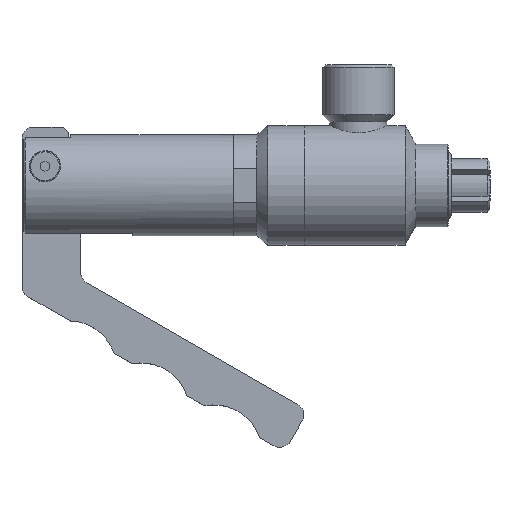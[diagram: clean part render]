
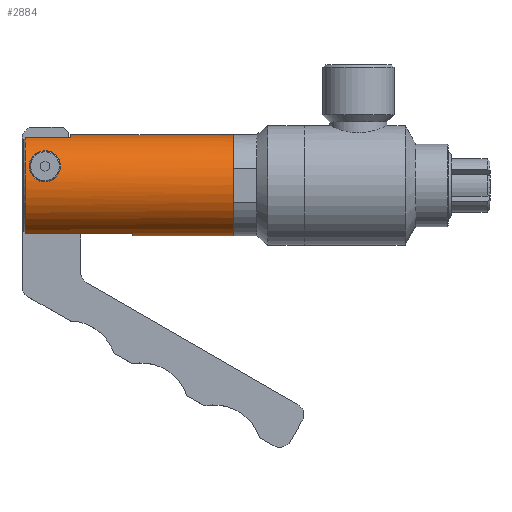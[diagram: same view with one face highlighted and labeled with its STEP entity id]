
A CAD part, top view. The second image highlights one B-rep face of the part: STEP entity #2884.
In plain terms, the highlighted cylindrical face has radius 13.462 mm (diameter 26.924 mm), a full revolution.
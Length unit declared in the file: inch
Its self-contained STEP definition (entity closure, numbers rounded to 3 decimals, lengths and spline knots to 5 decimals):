
#54=B_SPLINE_CURVE_WITH_KNOTS($,3,(#4212,#4213,#4214,#4215,#4216,#4217,
#4218,#4219,#4220,#4221,#4222,#4223,#4224,#4225,#4226,#4227,#4228,#4229,
#4230,#4231,#4232,#4233,#4234,#4235,#4236,#4237,#4238,#4239,#4240,#4241,
#4242,#4243,#4244,#4245),.UNSPECIFIED.,.T.,.F.,(4,2,2,2,2,2,2,2,2,2,2,2,
2,2,2,2,4),(0.,0.15668,0.31335,0.47644,0.63953,
0.82205,1.00457,1.16495,1.32534,1.48572,
1.64611,1.82862,2.01114,2.17423,2.33732,
2.494,2.65068),.UNSPECIFIED.);
#55=B_SPLINE_CURVE_WITH_KNOTS($,3,(#4248,#4249,#4250,#4251,#4252,#4253,
#4254,#4255,#4256,#4257,#4258,#4259,#4260,#4261,#4262,#4263,#4264,#4265,
#4266,#4267,#4268,#4269,#4270,#4271,#4272,#4273,#4274,#4275,#4276,#4277,
#4278,#4279,#4280,#4281),.UNSPECIFIED.,.T.,.F.,(4,2,2,2,2,2,2,2,2,2,2,2,
2,2,2,2,4),(0.,0.0905,0.18099,0.27693,0.37288,
0.47505,0.57722,0.66858,0.75994,
0.8513,0.94266,1.04483,1.147,1.24294,
1.33888,1.42938,1.51987),.UNSPECIFIED.);
#306=LINE($,#5197,#516);
#307=LINE($,#5199,#517);
#308=LINE($,#5203,#518);
#309=LINE($,#5207,#519);
#516=VECTOR($,#3924,0.475);
#517=VECTOR($,#3925,0.475);
#518=VECTOR($,#3928,1.125);
#519=VECTOR($,#3931,1.125);
#665=FACE_BOUND($,#1030,.T.);
#666=FACE_BOUND($,#1031,.T.);
#667=FACE_BOUND($,#1032,.T.);
#668=FACE_BOUND($,#1033,.T.);
#1030=EDGE_LOOP($,(#2588));
#1031=EDGE_LOOP($,(#2589));
#1032=EDGE_LOOP($,(#2590));
#1033=EDGE_LOOP($,(#2591,#2592,#2593,#2594,#2595,#2596,#2597,#2598));
#1192=CIRCLE($,#3167,0.53);
#1193=CIRCLE($,#3169,0.53);
#1194=CIRCLE($,#3170,0.53);
#1195=CIRCLE($,#3171,0.53);
#1196=CIRCLE($,#3172,0.53);
#1274=VERTEX_POINT($,#4211);
#1275=VERTEX_POINT($,#4247);
#1463=VERTEX_POINT($,#5185);
#1464=VERTEX_POINT($,#5186);
#1467=VERTEX_POINT($,#5194);
#1468=VERTEX_POINT($,#5196);
#1469=VERTEX_POINT($,#5198);
#1470=VERTEX_POINT($,#5200);
#1471=VERTEX_POINT($,#5202);
#1472=VERTEX_POINT($,#5204);
#1473=VERTEX_POINT($,#5206);
#1581=EDGE_CURVE($,#1274,#1274,#54,.T.);
#1582=EDGE_CURVE($,#1275,#1275,#55,.T.);
#1856=EDGE_CURVE($,#1463,#1464,#1192,.T.);
#1860=EDGE_CURVE($,#1467,#1467,#1193,.T.);
#1861=EDGE_CURVE($,#1468,#1463,#306,.T.);
#1862=EDGE_CURVE($,#1464,#1469,#307,.T.);
#1863=EDGE_CURVE($,#1469,#1470,#1194,.T.);
#1864=EDGE_CURVE($,#1470,#1471,#308,.T.);
#1865=EDGE_CURVE($,#1471,#1472,#1195,.T.);
#1866=EDGE_CURVE($,#1472,#1473,#309,.T.);
#1867=EDGE_CURVE($,#1473,#1468,#1196,.T.);
#2588=ORIENTED_EDGE($,*,*,#1581,.T.);
#2589=ORIENTED_EDGE($,*,*,#1582,.T.);
#2590=ORIENTED_EDGE($,*,*,#1860,.F.);
#2591=ORIENTED_EDGE($,*,*,#1861,.T.);
#2592=ORIENTED_EDGE($,*,*,#1856,.T.);
#2593=ORIENTED_EDGE($,*,*,#1862,.T.);
#2594=ORIENTED_EDGE($,*,*,#1863,.T.);
#2595=ORIENTED_EDGE($,*,*,#1864,.T.);
#2596=ORIENTED_EDGE($,*,*,#1865,.T.);
#2597=ORIENTED_EDGE($,*,*,#1866,.T.);
#2598=ORIENTED_EDGE($,*,*,#1867,.T.);
#2732=CYLINDRICAL_SURFACE($,#3168,0.53);
#2884=ADVANCED_FACE($,(#665,#666,#667,#668),#2732,.T.);
#3167=AXIS2_PLACEMENT_3D($,#5187,#3915,#3916);
#3168=AXIS2_PLACEMENT_3D($,#5193,#3920,#3921);
#3169=AXIS2_PLACEMENT_3D($,#5195,#3922,#3923);
#3170=AXIS2_PLACEMENT_3D($,#5201,#3926,#3927);
#3171=AXIS2_PLACEMENT_3D($,#5205,#3929,#3930);
#3172=AXIS2_PLACEMENT_3D($,#5208,#3932,#3933);
#3915=DIRECTION('center_axis',(1.,0.,0.));
#3916=DIRECTION('ref_axis',(0.,1.,0.));
#3920=DIRECTION('center_axis',(1.,0.,0.));
#3921=DIRECTION('ref_axis',(0.,1.,0.));
#3922=DIRECTION('center_axis',(1.,0.,0.));
#3923=DIRECTION('ref_axis',(0.,1.,0.));
#3924=DIRECTION($,(1.,0.,0.));
#3925=DIRECTION($,(-1.,0.,0.));
#3926=DIRECTION('center_axis',(1.,0.,0.));
#3927=DIRECTION('ref_axis',(0.,1.,0.));
#3928=DIRECTION($,(1.,0.,0.));
#3929=DIRECTION('center_axis',(1.,0.,0.));
#3930=DIRECTION('ref_axis',(0.,1.,0.));
#3931=DIRECTION($,(-1.,0.,0.));
#3932=DIRECTION('center_axis',(1.,0.,0.));
#3933=DIRECTION('ref_axis',(0.,1.,0.));
#4211=CARTESIAN_POINT('',(0.22,0.036,0.52878));
#4212=CARTESIAN_POINT('Ctrl Pts',(0.22,0.036,0.52878));
#4213=CARTESIAN_POINT('Ctrl Pts',(0.19944,0.036,0.52878));
#4214=CARTESIAN_POINT('Ctrl Pts',(0.17751,0.04011,
0.52855));
#4215=CARTESIAN_POINT('Ctrl Pts',(0.1372,0.05677,
0.52702));
#4216=CARTESIAN_POINT('Ctrl Pts',(0.11882,0.06932,
0.52565));
#4217=CARTESIAN_POINT('Ctrl Pts',(0.08926,0.09873,
0.52094));
#4218=CARTESIAN_POINT('Ctrl Pts',(0.07646,0.11769,
0.5172));
#4219=CARTESIAN_POINT('Ctrl Pts',(0.05984,0.15843,
0.50621));
#4220=CARTESIAN_POINT('Ctrl Pts',(0.056,0.18018,
0.49889));
#4221=CARTESIAN_POINT('Ctrl Pts',(0.056,0.22218,
0.48178));
#4222=CARTESIAN_POINT('Ctrl Pts',(0.06071,0.24507,
0.47054));
#4223=CARTESIAN_POINT('Ctrl Pts',(0.07879,0.28639,
0.4466));
#4224=CARTESIAN_POINT('Ctrl Pts',(0.09211,0.30485,0.43394));
#4225=CARTESIAN_POINT('Ctrl Pts',(0.12121,0.33224,0.41325));
#4226=CARTESIAN_POINT('Ctrl Pts',(0.13847,0.34384,0.40347));
#4227=CARTESIAN_POINT('Ctrl Pts',(0.1773,0.35973,0.38937));
#4228=CARTESIAN_POINT('Ctrl Pts',(0.19895,0.364,0.38523));
#4229=CARTESIAN_POINT('Ctrl Pts',(0.24105,0.364,0.38523));
#4230=CARTESIAN_POINT('Ctrl Pts',(0.2627,0.35973,0.38937));
#4231=CARTESIAN_POINT('Ctrl Pts',(0.30153,0.34384,0.40347));
#4232=CARTESIAN_POINT('Ctrl Pts',(0.31879,0.33224,0.41325));
#4233=CARTESIAN_POINT('Ctrl Pts',(0.34789,0.30485,0.43394));
#4234=CARTESIAN_POINT('Ctrl Pts',(0.36121,0.28639,0.4466));
#4235=CARTESIAN_POINT('Ctrl Pts',(0.37929,0.24507,0.47054));
#4236=CARTESIAN_POINT('Ctrl Pts',(0.384,0.22218,0.48178));
#4237=CARTESIAN_POINT('Ctrl Pts',(0.384,0.18018,0.49889));
#4238=CARTESIAN_POINT('Ctrl Pts',(0.38016,0.15843,0.50621));
#4239=CARTESIAN_POINT('Ctrl Pts',(0.36354,0.11769,0.5172));
#4240=CARTESIAN_POINT('Ctrl Pts',(0.35074,0.09873,0.52094));
#4241=CARTESIAN_POINT('Ctrl Pts',(0.32118,0.06932,
0.52565));
#4242=CARTESIAN_POINT('Ctrl Pts',(0.3028,0.05677,
0.52702));
#4243=CARTESIAN_POINT('Ctrl Pts',(0.26249,0.04011,
0.52855));
#4244=CARTESIAN_POINT('Ctrl Pts',(0.24056,0.036,0.52878));
#4245=CARTESIAN_POINT('Ctrl Pts',(0.22,0.036,0.52878));
#4247=CARTESIAN_POINT('',(0.22,0.105,-0.51949));
#4248=CARTESIAN_POINT('Ctrl Pts',(0.22,0.105,-0.51949));
#4249=CARTESIAN_POINT('Ctrl Pts',(0.23188,0.105,-0.51949));
#4250=CARTESIAN_POINT('Ctrl Pts',(0.24453,0.10737,-0.51903));
#4251=CARTESIAN_POINT('Ctrl Pts',(0.26776,0.11692,-0.51697));
#4252=CARTESIAN_POINT('Ctrl Pts',(0.27833,0.12411,-0.51533));
#4253=CARTESIAN_POINT('Ctrl Pts',(0.29549,0.141,-0.51098));
#4254=CARTESIAN_POINT('Ctrl Pts',(0.30296,0.15198,-0.50789));
#4255=CARTESIAN_POINT('Ctrl Pts',(0.31272,0.17565,-0.5002));
#4256=CARTESIAN_POINT('Ctrl Pts',(0.315,0.18834,-0.49557));
#4257=CARTESIAN_POINT('Ctrl Pts',(0.315,0.21242,-0.48576));
#4258=CARTESIAN_POINT('Ctrl Pts',(0.31244,0.22547,-0.47984));
#4259=CARTESIAN_POINT('Ctrl Pts',(0.30222,0.24932,-0.46788));
#4260=CARTESIAN_POINT('Ctrl Pts',(0.29458,0.26015,-0.46187));
#4261=CARTESIAN_POINT('Ctrl Pts',(0.27755,0.27639,-0.45231));
#4262=CARTESIAN_POINT('Ctrl Pts',(0.26734,0.28328,-0.44798));
#4263=CARTESIAN_POINT('Ctrl Pts',(0.24456,0.29259,-0.44195));
#4264=CARTESIAN_POINT('Ctrl Pts',(0.23199,0.295,-0.44031));
#4265=CARTESIAN_POINT('Ctrl Pts',(0.20801,0.295,-0.44031));
#4266=CARTESIAN_POINT('Ctrl Pts',(0.19544,0.29259,-0.44195));
#4267=CARTESIAN_POINT('Ctrl Pts',(0.17266,0.28328,-0.44798));
#4268=CARTESIAN_POINT('Ctrl Pts',(0.16245,0.27639,-0.45231));
#4269=CARTESIAN_POINT('Ctrl Pts',(0.14542,0.26015,-0.46187));
#4270=CARTESIAN_POINT('Ctrl Pts',(0.13778,0.24932,-0.46788));
#4271=CARTESIAN_POINT('Ctrl Pts',(0.12756,0.22547,-0.47984));
#4272=CARTESIAN_POINT('Ctrl Pts',(0.125,0.21242,-0.48576));
#4273=CARTESIAN_POINT('Ctrl Pts',(0.125,0.18834,-0.49557));
#4274=CARTESIAN_POINT('Ctrl Pts',(0.12728,0.17565,-0.5002));
#4275=CARTESIAN_POINT('Ctrl Pts',(0.13704,0.15198,-0.50789));
#4276=CARTESIAN_POINT('Ctrl Pts',(0.14451,0.141,-0.51098));
#4277=CARTESIAN_POINT('Ctrl Pts',(0.16167,0.12411,-0.51533));
#4278=CARTESIAN_POINT('Ctrl Pts',(0.17224,0.11692,-0.51697));
#4279=CARTESIAN_POINT('Ctrl Pts',(0.19547,0.10737,-0.51903));
#4280=CARTESIAN_POINT('Ctrl Pts',(0.20812,0.105,-0.51949));
#4281=CARTESIAN_POINT('Ctrl Pts',(0.22,0.105,-0.51949));
#5185=CARTESIAN_POINT('',(0.49,0.49939,-0.1775));
#5186=CARTESIAN_POINT('',(0.49,0.49939,0.1775));
#5187=CARTESIAN_POINT('Origin',(0.49,0.,0.));
#5193=CARTESIAN_POINT('Origin',(1.105,0.,0.));
#5194=CARTESIAN_POINT('',(2.195,0.53,0.));
#5195=CARTESIAN_POINT('Origin',(2.195,0.,0.));
#5196=CARTESIAN_POINT('',(0.015,0.49939,-0.1775));
#5197=CARTESIAN_POINT($,(1.105,0.49939,-0.1775));
#5198=CARTESIAN_POINT('',(0.015,0.49939,0.1775));
#5199=CARTESIAN_POINT($,(1.105,0.49939,0.1775));
#5200=CARTESIAN_POINT('',(0.015,-0.49939,0.1775));
#5201=CARTESIAN_POINT('Origin',(0.015,0.,0.));
#5202=CARTESIAN_POINT('',(1.14,-0.49939,0.1775));
#5203=CARTESIAN_POINT($,(1.105,-0.49939,0.1775));
#5204=CARTESIAN_POINT('',(1.14,-0.49939,-0.1775));
#5205=CARTESIAN_POINT('Origin',(1.14,0.,0.));
#5206=CARTESIAN_POINT('',(0.015,-0.49939,-0.1775));
#5207=CARTESIAN_POINT($,(1.105,-0.49939,-0.1775));
#5208=CARTESIAN_POINT('Origin',(0.015,0.,0.));
